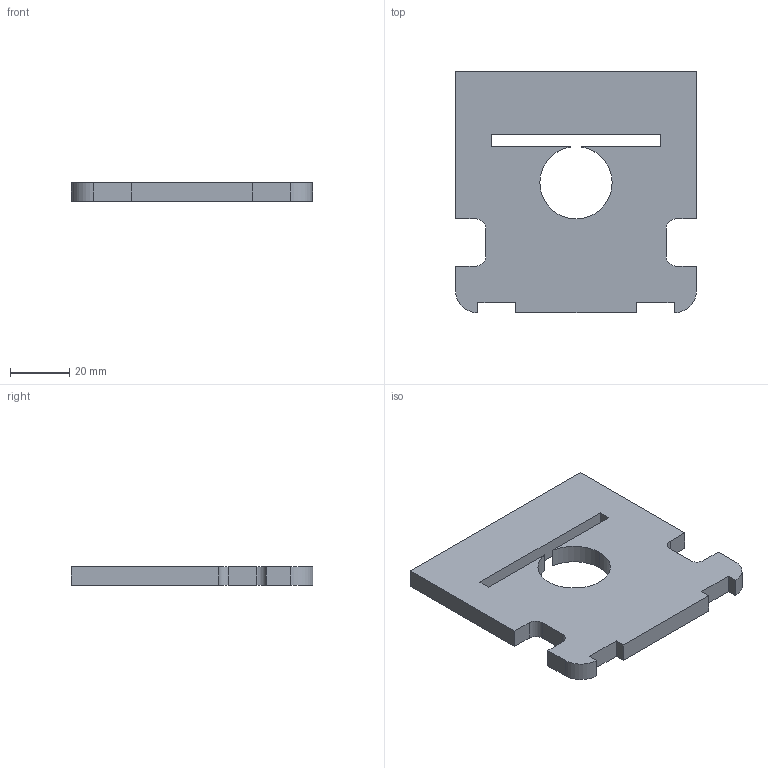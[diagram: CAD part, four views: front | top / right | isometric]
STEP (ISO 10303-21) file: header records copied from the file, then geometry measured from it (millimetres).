
FILE_DESCRIPTION (( 'STEP AP214' ), '1' );
FILE_NAME ('FuselageStructureBulkhead5.STEP', '2014-11-24T23:26:05', ( '' ), ( '' ), 'SwSTEP 2.0', 'SolidWorks 2014', '' );
FILE_SCHEMA (( 'AUTOMOTIVE_DESIGN' ));
Length unit declared in the file: inch
Products named in the file (1): FuselageStructureBulkhead5
Bounding box: 81.03 x 81.26 x 6.35 mm (x, y, z)
Volume: 34658 mm3; surface area: 14461.7 mm2
Topology: 1 solids, 1 shells, 37 faces, 105 edges, 70 vertices
Faces by surface type: plane 25, cylinder 12
Entity records: 1273 total; most frequent: CARTESIAN_POINT 213, ORIENTED_EDGE 210, DIRECTION 205, EDGE_CURVE 105, VECTOR 81, LINE 81, VERTEX_POINT 70, AXIS2_PLACEMENT_3D 62
